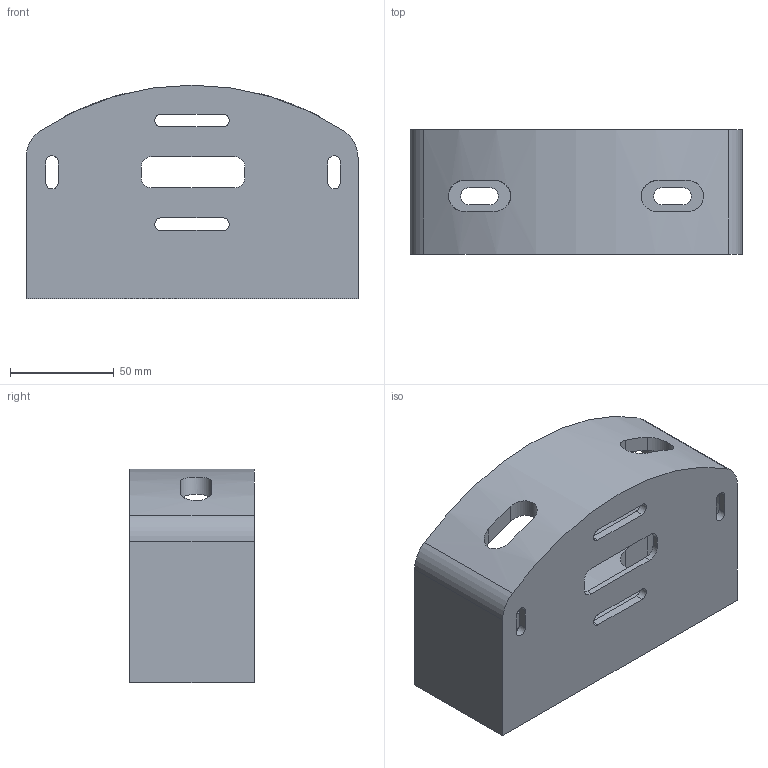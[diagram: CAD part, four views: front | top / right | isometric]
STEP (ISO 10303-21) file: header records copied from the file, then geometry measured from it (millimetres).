
FILE_DESCRIPTION((''),'2;1');
FILE_NAME('cuve.stp','2020-07-23T14:55:52',(''),(''),'STEP Write','Mastercam 2020 ... CNC Software, Inc.','');
FILE_SCHEMA(('AUTOMOTIVE_DESIGN'));
Length unit declared in the file: millimetre
Products named in the file (1): None
Bounding box: 160 x 60 x 103 mm (x, y, z)
Volume: 425629.1 mm3; surface area: 81173.4 mm2
Topology: 1 solids, 1 shells, 78 faces, 216 edges, 144 vertices
Faces by surface type: plane 39, cylinder 39
Entity records: 2969 total; most frequent: CARTESIAN_POINT 778, DIRECTION 438, ORIENTED_EDGE 432, EDGE_CURVE 216, AXIS2_PLACEMENT_3D 154, VERTEX_POINT 144, VECTOR 130, LINE 130
